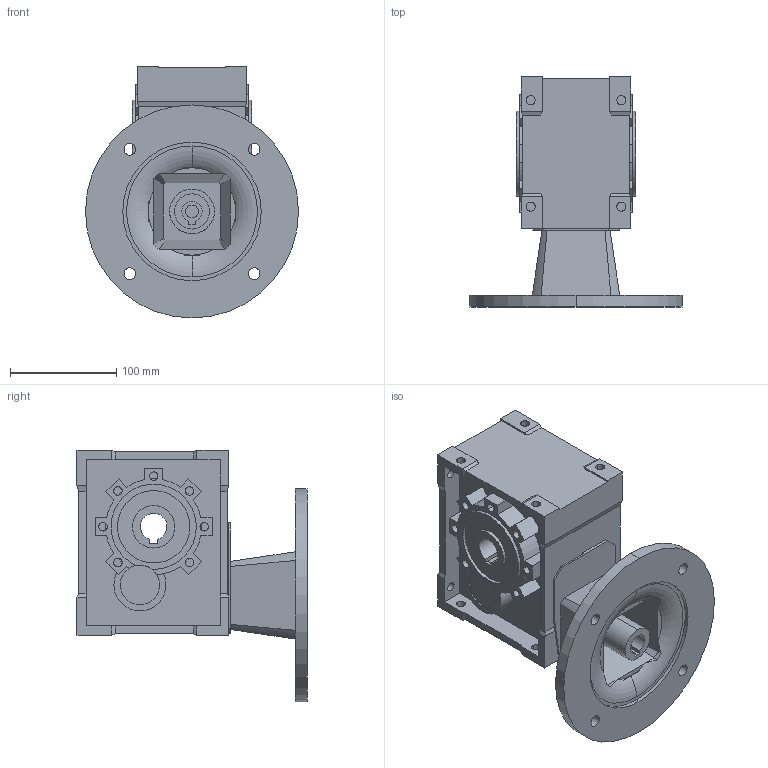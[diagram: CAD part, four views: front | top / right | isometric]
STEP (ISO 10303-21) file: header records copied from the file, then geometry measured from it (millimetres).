
FILE_DESCRIPTION((''),'2;1');
FILE_NAME('KPM63-80B5','2022-07-21T',('Administrator'),(''),'PRO/ENGINEER BY PARAMETRIC TECHNOLOGY CORPORATION, 2008380','PRO/ENGINEER BY PARAMETRIC TECHNOLOGY CORPORATION, 2008380','');
FILE_SCHEMA(('CONFIG_CONTROL_DESIGN'));
Length unit declared in the file: millimetre
Products named in the file (1): KPM63-80B5
Bounding box: 200 x 216 x 236.5 mm (x, y, z)
Volume: 2373481.4 mm3; surface area: 286982.9 mm2
Topology: 3 solids, 3 shells, 390 faces, 978 edges, 627 vertices
Faces by surface type: plane 238, cylinder 142, bspline 8, torus 2
Entity records: 11917 total; most frequent: CARTESIAN_POINT 2216, DIRECTION 2059, ORIENTED_EDGE 1956, EDGE_CURVE 978, AXIS2_PLACEMENT_3D 708, VECTOR 643, LINE 643, VERTEX_POINT 627
